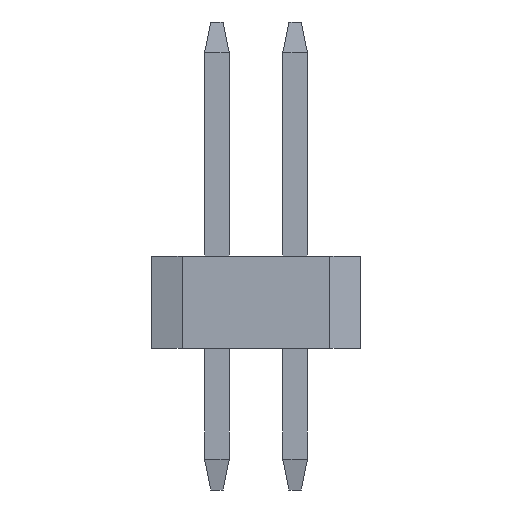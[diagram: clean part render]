
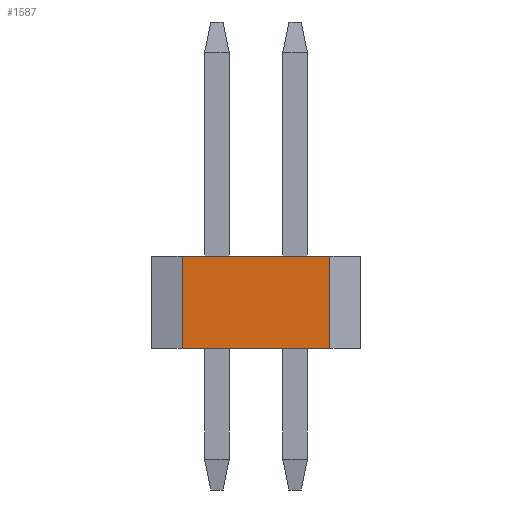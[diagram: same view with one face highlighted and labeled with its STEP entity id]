
A CAD part, front view. The second image highlights one B-rep face of the part: STEP entity #1587.
In plain terms, the highlighted planar face has unit normal (0, -1, 0).
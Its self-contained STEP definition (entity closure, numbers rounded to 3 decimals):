
#370 = VERTEX_POINT('',#371);
#371 = CARTESIAN_POINT('',(1.85,-5.725,0.025));
#377 = EDGE_CURVE('',#370,#378,#380,.T.);
#378 = VERTEX_POINT('',#379);
#379 = CARTESIAN_POINT('',(-0.55,-5.725,0.025));
#380 = LINE('',#381,#382);
#381 = CARTESIAN_POINT('',(2.35,-5.725,0.025));
#382 = VECTOR('',#383,1.);
#383 = DIRECTION('',(-1.,0.,0.));
#1545 = VERTEX_POINT('',#1546);
#1546 = CARTESIAN_POINT('',(1.85,-5.725,1.525));
#1552 = EDGE_CURVE('',#370,#1545,#1553,.T.);
#1553 = LINE('',#1554,#1555);
#1554 = CARTESIAN_POINT('',(1.85,-5.725,-5.962));
#1555 = VECTOR('',#1556,1.);
#1556 = DIRECTION('',(0.,0.,1.));
#1567 = EDGE_CURVE('',#378,#1568,#1570,.T.);
#1568 = VERTEX_POINT('',#1569);
#1569 = CARTESIAN_POINT('',(-0.55,-5.725,1.525));
#1570 = LINE('',#1571,#1572);
#1571 = CARTESIAN_POINT('',(-0.55,-5.725,-5.962));
#1572 = VECTOR('',#1573,1.);
#1573 = DIRECTION('',(0.,0.,1.));
#1587 = ADVANCED_FACE('',(#1588),#1599,.T.);
#1588 = FACE_BOUND('',#1589,.T.);
#1589 = EDGE_LOOP('',(#1590,#1591,#1592,#1598));
#1590 = ORIENTED_EDGE('',*,*,#377,.F.);
#1591 = ORIENTED_EDGE('',*,*,#1552,.T.);
#1592 = ORIENTED_EDGE('',*,*,#1593,.T.);
#1593 = EDGE_CURVE('',#1545,#1568,#1594,.T.);
#1594 = LINE('',#1595,#1596);
#1595 = CARTESIAN_POINT('',(2.35,-5.725,1.525));
#1596 = VECTOR('',#1597,1.);
#1597 = DIRECTION('',(-1.,0.,0.));
#1598 = ORIENTED_EDGE('',*,*,#1567,.F.);
#1599 = PLANE('',#1600);
#1600 = AXIS2_PLACEMENT_3D('',#1601,#1602,#1603);
#1601 = CARTESIAN_POINT('',(2.35,-5.725,0.025));
#1602 = DIRECTION('',(0.,-1.,0.));
#1603 = DIRECTION('',(0.,0.,1.));
